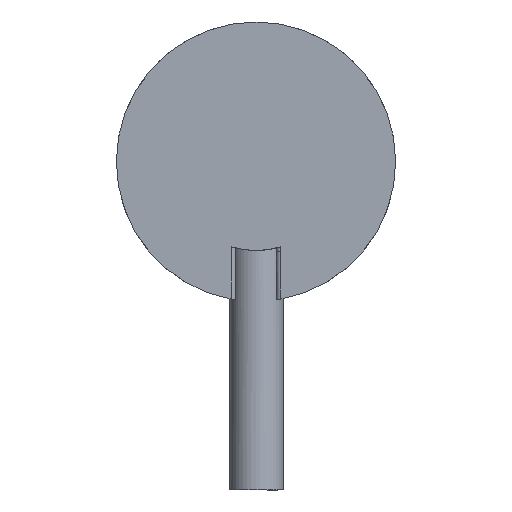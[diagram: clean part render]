
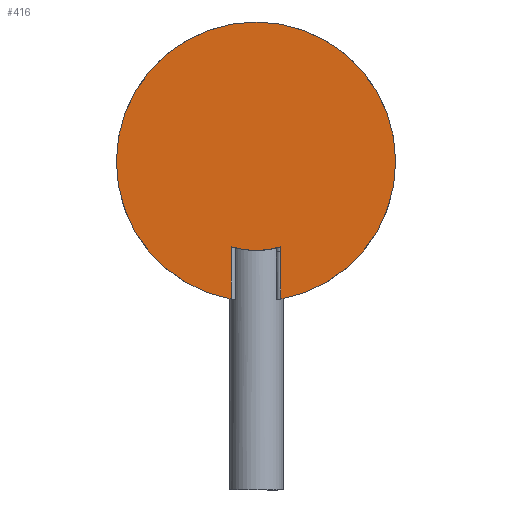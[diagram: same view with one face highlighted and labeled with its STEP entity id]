
A CAD part, front view. The second image highlights one B-rep face of the part: STEP entity #416.
In plain terms, the highlighted planar face has unit normal (0, -1, 0).
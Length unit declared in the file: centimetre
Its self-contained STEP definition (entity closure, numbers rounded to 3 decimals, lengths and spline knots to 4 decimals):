
#35=PLANE('',#448);
#75=FACE_OUTER_BOUND('',#104,.T.);
#104=EDGE_LOOP('',(#343,#344,#345,#346,#347));
#142=LINE('',#893,#162);
#147=LINE('',#1001,#167);
#148=LINE('',#1003,#168);
#162=VECTOR('',#514,0.0208);
#167=VECTOR('',#527,0.2822);
#168=VECTOR('',#528,0.2614);
#169=CIRCLE('',#434,0.48);
#173=CIRCLE('',#449,0.755);
#201=VERTEX_POINT('',#584);
#202=VERTEX_POINT('',#601);
#220=VERTEX_POINT('',#876);
#227=VERTEX_POINT('',#1000);
#228=VERTEX_POINT('',#1002);
#239=EDGE_CURVE('',#201,#202,#169,.T.);
#263=EDGE_CURVE('',#220,#201,#142,.T.);
#273=EDGE_CURVE('',#202,#227,#147,.T.);
#274=EDGE_CURVE('',#228,#220,#148,.T.);
#275=EDGE_CURVE('',#227,#228,#173,.T.);
#343=ORIENTED_EDGE('',*,*,#273,.F.);
#344=ORIENTED_EDGE('',*,*,#239,.F.);
#345=ORIENTED_EDGE('',*,*,#263,.F.);
#346=ORIENTED_EDGE('',*,*,#274,.F.);
#347=ORIENTED_EDGE('',*,*,#275,.F.);
#416=ADVANCED_FACE('',(#75),#35,.F.);
#434=AXIS2_PLACEMENT_3D('',#602,#479,#480);
#448=AXIS2_PLACEMENT_3D('',#999,#525,#526);
#449=AXIS2_PLACEMENT_3D('',#1004,#529,#530);
#479=DIRECTION('center_axis',(0.,1.,0.));
#480=DIRECTION('ref_axis',(-1.,0.,0.));
#514=DIRECTION('',(0.,0.,1.));
#525=DIRECTION('center_axis',(0.,1.,0.));
#526=DIRECTION('ref_axis',(-1.,0.,0.));
#527=DIRECTION('',(0.,0.,-1.));
#528=DIRECTION('',(0.,0.,1.));
#529=DIRECTION('center_axis',(0.,1.,0.));
#530=DIRECTION('ref_axis',(-1.,0.,0.));
#584=CARTESIAN_POINT('',(1.2525,-0.8975,-1.818));
#601=CARTESIAN_POINT('',(0.9825,-0.8975,-1.818));
#602=CARTESIAN_POINT('Origin',(1.1175,-0.8975,-1.3574));
#876=CARTESIAN_POINT('',(1.2525,-0.8975,-1.8388));
#893=CARTESIAN_POINT('',(1.2525,-0.8975,-2.3574));
#999=CARTESIAN_POINT('Origin',(1.1175,-0.8975,-1.3574));
#1000=CARTESIAN_POINT('',(0.9825,-0.8975,-2.1002));
#1001=CARTESIAN_POINT('',(0.9825,-0.8975,-1.3574));
#1002=CARTESIAN_POINT('',(1.2525,-0.8975,-2.1002));
#1003=CARTESIAN_POINT('',(1.2525,-0.8975,-1.3574));
#1004=CARTESIAN_POINT('Origin',(1.1175,-0.8975,-1.3574));
